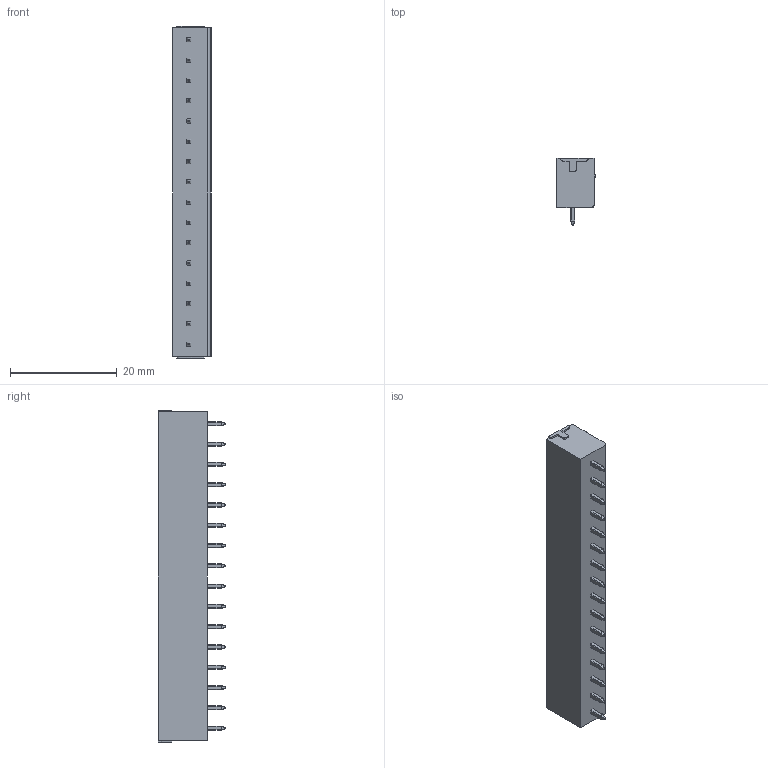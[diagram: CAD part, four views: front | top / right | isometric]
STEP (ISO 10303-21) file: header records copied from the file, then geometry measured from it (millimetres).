
FILE_DESCRIPTION((''),'2;1');
FILE_NAME('11910.1_STL1550_16_381_V_G.stp','2014-04-23T13:26:50',('swilken'),(''),'Autodesk Inventor 2011','Autodesk Inventor 2011','');
FILE_SCHEMA(('AUTOMOTIVE_DESIGN { 1 0 10303 214 1 1 1 1 }'));
Length unit declared in the file: millimetre
Products named in the file (1): 11910.1_STL1550_16_381_V_G
Bounding box: 7.2 x 12.6 x 62.35 mm (x, y, z)
Volume: 2211.8 mm3; surface area: 5227.8 mm2
Topology: 1 solids, 1 shells, 1249 faces, 3213 edges, 2030 vertices
Faces by surface type: plane 792, cylinder 281, bspline 128, cone 32, torus 16
Entity records: 39475 total; most frequent: CARTESIAN_POINT 9245, ORIENTED_EDGE 6362, DIRECTION 6083, EDGE_CURVE 3181, VECTOR 2267, LINE 2267, VERTEX_POINT 2030, AXIS2_PLACEMENT_3D 1908
